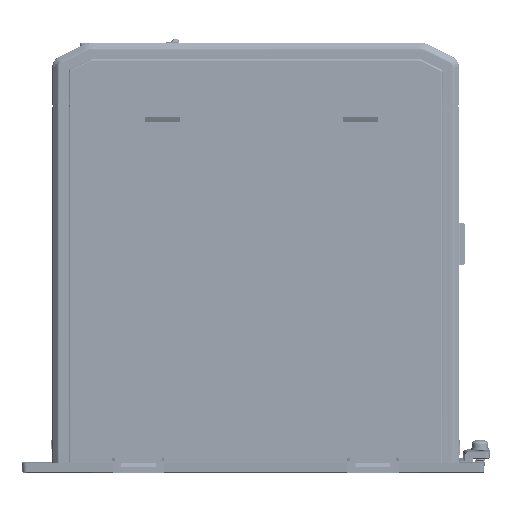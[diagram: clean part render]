
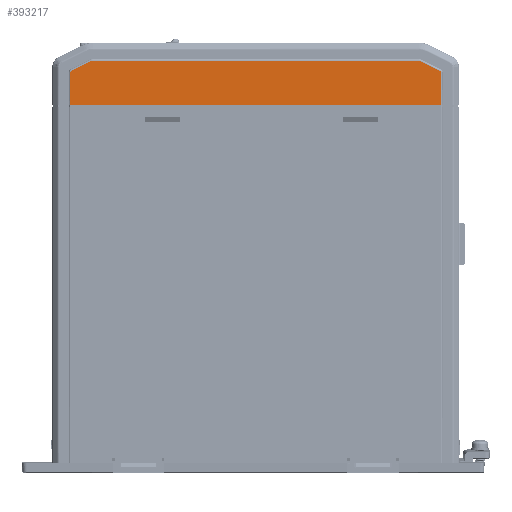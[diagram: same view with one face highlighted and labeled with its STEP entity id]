
A CAD part, left-side view. The second image highlights one B-rep face of the part: STEP entity #393217.
In plain terms, the highlighted planar face has unit normal (-1, 0, 0).
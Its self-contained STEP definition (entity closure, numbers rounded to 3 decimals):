
#379675=CARTESIAN_POINT('',(-75.,79.313,14.873));
#379676=VERTEX_POINT('',#379675);
#379677=CARTESIAN_POINT('',(-75.,79.7,14.247));
#379678=VERTEX_POINT('',#379677);
#379679=CARTESIAN_POINT('',(-75.,79.313,14.873));
#379680=CARTESIAN_POINT('',(-75.,79.351,14.854));
#379681=CARTESIAN_POINT('',(-75.,79.387,14.831));
#379682=CARTESIAN_POINT('',(-75.,79.421,14.806));
#379683=CARTESIAN_POINT('',(-75.,79.46,14.776));
#379684=CARTESIAN_POINT('',(-75.,79.496,14.743));
#379685=CARTESIAN_POINT('',(-75.,79.528,14.706));
#379686=CARTESIAN_POINT('',(-75.,79.638,14.58));
#379687=CARTESIAN_POINT('',(-75.,79.702,14.414));
#379688=CARTESIAN_POINT('',(-75.,79.7,14.247));
#379689=B_SPLINE_CURVE_WITH_KNOTS('',3,(#379679,#379680,#379681,#379682,#379683,#379684,#379685,#379686,#379687,#379688),.UNSPECIFIED.,.F.,.F.,(4,3,3,4),(0.,0.165,0.353,1.),.UNSPECIFIED.);
#379690=EDGE_CURVE('',#379676,#379678,#379689,.T.);
#379748=CARTESIAN_POINT('',(-75.,71.123,18.968));
#379749=VERTEX_POINT('',#379748);
#379750=CARTESIAN_POINT('',(-75.,71.123,18.968));
#379751=DIRECTION('',(0.,0.894,-0.447));
#379752=VECTOR('',#379751,9.157);
#379753=LINE('',#379750,#379752);
#379754=EDGE_CURVE('',#379749,#379676,#379753,.T.);
#379850=CARTESIAN_POINT('',(-75.,70.712,19.124));
#379851=VERTEX_POINT('',#379850);
#379861=CARTESIAN_POINT('',(-75.,70.139,19.2));
#379862=CARTESIAN_POINT('',(-75.,70.659,19.2));
#379863=CARTESIAN_POINT('',(-75.,71.123,18.968));
#379864=(BOUNDED_CURVE()
B_SPLINE_CURVE(2,(#379861,#379862,#379863),.UNSPECIFIED.,.F.,.F.)
B_SPLINE_CURVE_WITH_KNOTS((3,3),(0.143,0.605),.UNSPECIFIED.)
CURVE()
GEOMETRIC_REPRESENTATION_ITEM()
RATIONAL_B_SPLINE_CURVE((0.881,0.816,0.797))
REPRESENTATION_ITEM(''));
#379865=EDGE_CURVE('',#379851,#379749,#379864,.T.);
#379875=CARTESIAN_POINT('',(-75.,-70.139,19.2));
#379876=VERTEX_POINT('',#379875);
#379877=CARTESIAN_POINT('',(-75.,70.139,19.2));
#379878=VERTEX_POINT('',#379877);
#379879=CARTESIAN_POINT('',(-75.,-70.139,19.2));
#379880=DIRECTION('',(-0.,1.,-0.));
#379881=VECTOR('',#379880,140.279);
#379882=LINE('',#379879,#379881);
#379883=EDGE_CURVE('',#379876,#379878,#379882,.T.);
#379979=CARTESIAN_POINT('',(-75.,-70.577,19.156));
#379980=VERTEX_POINT('',#379979);
#379990=CARTESIAN_POINT('',(-75.,-71.123,18.968));
#379991=CARTESIAN_POINT('',(-75.,-70.659,19.2));
#379992=CARTESIAN_POINT('',(-75.,-70.139,19.2));
#379993=(BOUNDED_CURVE()
B_SPLINE_CURVE(2,(#379990,#379991,#379992),.UNSPECIFIED.,.F.,.F.)
B_SPLINE_CURVE_WITH_KNOTS((3,3),(0.143,0.605),.UNSPECIFIED.)
CURVE()
GEOMETRIC_REPRESENTATION_ITEM()
RATIONAL_B_SPLINE_CURVE((0.881,0.816,0.797))
REPRESENTATION_ITEM(''));
#379994=EDGE_CURVE('',#379980,#379876,#379993,.T.);
#380004=CARTESIAN_POINT('',(-75.,-79.313,14.873));
#380005=VERTEX_POINT('',#380004);
#380006=CARTESIAN_POINT('',(-75.,-71.123,18.968));
#380007=VERTEX_POINT('',#380006);
#380008=CARTESIAN_POINT('',(-75.,-79.313,14.873));
#380009=DIRECTION('',(-0.,0.894,0.447));
#380010=VECTOR('',#380009,9.157);
#380011=LINE('',#380008,#380010);
#380012=EDGE_CURVE('',#380005,#380007,#380011,.T.);
#380622=CARTESIAN_POINT('',(-75.,-79.7,14.247));
#380623=VERTEX_POINT('',#380622);
#380624=CARTESIAN_POINT('',(-75.,-79.7,14.247));
#380625=CARTESIAN_POINT('',(-75.,-79.701,14.289));
#380626=CARTESIAN_POINT('',(-75.,-79.696,14.332));
#380627=CARTESIAN_POINT('',(-75.,-79.688,14.374));
#380628=CARTESIAN_POINT('',(-75.,-79.679,14.423));
#380629=CARTESIAN_POINT('',(-75.,-79.665,14.471));
#380630=CARTESIAN_POINT('',(-75.,-79.646,14.517));
#380631=CARTESIAN_POINT('',(-75.,-79.582,14.67));
#380632=CARTESIAN_POINT('',(-75.,-79.462,14.801));
#380633=CARTESIAN_POINT('',(-75.,-79.313,14.873));
#380634=B_SPLINE_CURVE_WITH_KNOTS('',3,(#380624,#380625,#380626,#380627,#380628,#380629,#380630,#380631,#380632,#380633),.UNSPECIFIED.,.F.,.F.,(4,3,3,4),(0.,0.165,0.357,1.),.UNSPECIFIED.);
#380635=EDGE_CURVE('',#380623,#380005,#380634,.T.);
#393156=CARTESIAN_POINT('',(-75.,-79.7,0.));
#393157=VERTEX_POINT('',#393156);
#393167=CARTESIAN_POINT('',(-75.,-79.7,0.));
#393168=DIRECTION('',(0.,-0.,1.));
#393169=VECTOR('',#393168,14.247);
#393170=LINE('',#393167,#393169);
#393171=EDGE_CURVE('',#393157,#380623,#393170,.T.);
#393176=CARTESIAN_POINT('',(-75.,0.,9.6));
#393177=DIRECTION('',(-1.,0.,0.));
#393178=DIRECTION('',(0.,1.,0.));
#393179=AXIS2_PLACEMENT_3D('',#393176,#393177,#393178);
#393180=PLANE('',#393179);
#393181=CARTESIAN_POINT('',(-75.,79.7,0.));
#393182=VERTEX_POINT('',#393181);
#393183=CARTESIAN_POINT('',(-75.,79.7,14.247));
#393184=DIRECTION('',(-0.,0.,-1.));
#393185=VECTOR('',#393184,14.247);
#393186=LINE('',#393183,#393185);
#393187=EDGE_CURVE('',#379678,#393182,#393186,.T.);
#393188=ORIENTED_EDGE('',*,*,#393187,.T.);
#393189=CARTESIAN_POINT('',(-75.,79.7,0.));
#393190=DIRECTION('',(0.,-1.,0.));
#393191=VECTOR('',#393190,159.4);
#393192=LINE('',#393189,#393191);
#393193=EDGE_CURVE('',#393182,#393157,#393192,.T.);
#393194=ORIENTED_EDGE('',*,*,#393193,.T.);
#393195=ORIENTED_EDGE('',*,*,#393171,.T.);
#393196=ORIENTED_EDGE('',*,*,#380635,.T.);
#393197=ORIENTED_EDGE('',*,*,#380012,.T.);
#393198=CARTESIAN_POINT('',(-75.,-71.123,18.968));
#393199=CARTESIAN_POINT('',(-75.,-70.659,19.2));
#393200=CARTESIAN_POINT('',(-75.,-70.139,19.2));
#393201=(BOUNDED_CURVE()
B_SPLINE_CURVE(2,(#393198,#393199,#393200),.UNSPECIFIED.,.F.,.F.)
B_SPLINE_CURVE_WITH_KNOTS((3,3),(0.143,0.605),.UNSPECIFIED.)
CURVE()
GEOMETRIC_REPRESENTATION_ITEM()
RATIONAL_B_SPLINE_CURVE((0.881,0.816,0.797))
REPRESENTATION_ITEM(''));
#393202=EDGE_CURVE('',#380007,#379980,#393201,.T.);
#393203=ORIENTED_EDGE('',*,*,#393202,.T.);
#393204=ORIENTED_EDGE('',*,*,#379994,.T.);
#393205=ORIENTED_EDGE('',*,*,#379883,.T.);
#393206=CARTESIAN_POINT('',(-75.,70.139,19.2));
#393207=CARTESIAN_POINT('',(-75.,70.659,19.2));
#393208=CARTESIAN_POINT('',(-75.,71.123,18.968));
#393209=(BOUNDED_CURVE()
B_SPLINE_CURVE(2,(#393206,#393207,#393208),.UNSPECIFIED.,.F.,.F.)
B_SPLINE_CURVE_WITH_KNOTS((3,3),(0.143,0.605),.UNSPECIFIED.)
CURVE()
GEOMETRIC_REPRESENTATION_ITEM()
RATIONAL_B_SPLINE_CURVE((0.881,0.816,0.797))
REPRESENTATION_ITEM(''));
#393210=EDGE_CURVE('',#379878,#379851,#393209,.T.);
#393211=ORIENTED_EDGE('',*,*,#393210,.T.);
#393212=ORIENTED_EDGE('',*,*,#379865,.T.);
#393213=ORIENTED_EDGE('',*,*,#379754,.T.);
#393214=ORIENTED_EDGE('',*,*,#379690,.T.);
#393215=EDGE_LOOP('',(#393188,#393194,#393195,#393196,#393197,#393203,#393204,#393205,#393211,#393212,#393213,#393214));
#393216=FACE_BOUND('',#393215,.T.);
#393217=ADVANCED_FACE('',(#393216),#393180,.T.);
